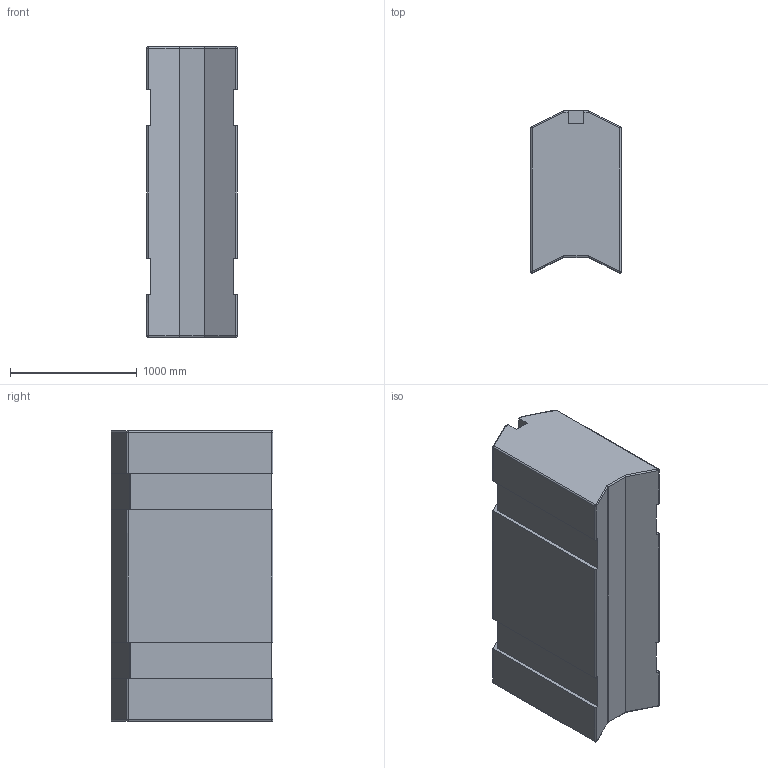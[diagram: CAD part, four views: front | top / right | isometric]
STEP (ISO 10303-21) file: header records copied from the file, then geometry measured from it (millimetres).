
FILE_DESCRIPTION(('FreeCAD Model'),'2;1');
FILE_NAME('Open CASCADE Shape Model','2025-04-26T05:01:29',('FreeCAD'),( 'FreeCAD'),'Open CASCADE STEP processor 7.6','FreeCAD','Unknown');
FILE_SCHEMA(('AUTOMOTIVE_DESIGN { 1 0 10303 214 1 1 1 1 }'));
Length unit declared in the file: millimetre
Products named in the file (1): Open CASCADE STEP translator 7.6 1
Bounding box: 711.81 x 1279.1 x 2293.61 mm (x, y, z)
Volume: 1836383968.5 mm3; surface area: 10694072.4 mm2
Topology: 1 solids, 1 shells, 100 faces, 261 edges, 155 vertices
Faces by surface type: bspline 100
Entity records: 2770 total; most frequent: CARTESIAN_POINT 1335, ORIENTED_EDGE 506, EDGE_CURVE 253, B_SPLINE_CURVE_WITH_KNOTS 162, VERTEX_POINT 155, ADVANCED_FACE 100, FACE_BOUND 100, EDGE_LOOP 100
